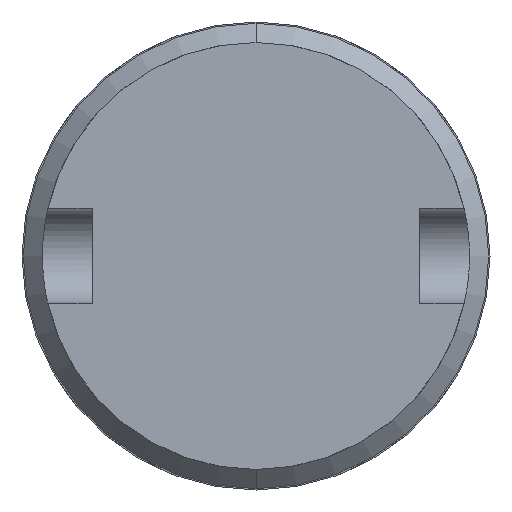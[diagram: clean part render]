
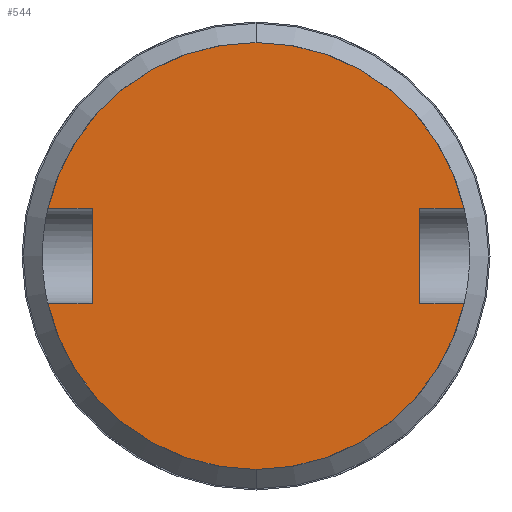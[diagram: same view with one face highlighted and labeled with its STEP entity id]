
A CAD part, front view. The second image highlights one B-rep face of the part: STEP entity #544.
In plain terms, the highlighted planar face has unit normal (0, -1, 0).
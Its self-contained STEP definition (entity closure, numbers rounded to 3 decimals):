
#5 = VERTEX_POINT ( 'NONE', #591 ) ;
#7 = FACE_OUTER_BOUND ( 'NONE', #804, .T. ) ;
#16 = AXIS2_PLACEMENT_3D ( 'NONE', #118, #307, #321 ) ;
#21 = CARTESIAN_POINT ( 'NONE',  ( -6.831, -25., -1.984 ) ) ;
#27 = EDGE_CURVE ( 'NONE', #138, #772, #305, .T. ) ;
#33 = ORIENTED_EDGE ( 'NONE', *, *, #175, .T. ) ;
#43 = CIRCLE ( 'NONE', #639, 8.895 ) ;
#55 = CARTESIAN_POINT ( 'NONE',  ( 6.831, -25., -1.984 ) ) ;
#58 = VECTOR ( 'NONE', #871, 1000. ) ;
#83 = DIRECTION ( 'NONE',  ( 0., 1., 0. ) ) ;
#98 = DIRECTION ( 'NONE',  ( 0., 0., 1. ) ) ;
#99 = VERTEX_POINT ( 'NONE', #252 ) ;
#118 = CARTESIAN_POINT ( 'NONE',  ( 0., -25., 0. ) ) ;
#131 = CIRCLE ( 'NONE', #501, 8.895 ) ;
#138 = VERTEX_POINT ( 'NONE', #55 ) ;
#154 = VERTEX_POINT ( 'NONE', #185 ) ;
#158 = DIRECTION ( 'NONE',  ( 0., 0., 1. ) ) ;
#168 = DIRECTION ( 'NONE',  ( 0., 0., 1. ) ) ;
#170 = CARTESIAN_POINT ( 'NONE',  ( -6.831, -25., 1.984 ) ) ;
#173 = CARTESIAN_POINT ( 'NONE',  ( 6.831, -25., 1.984 ) ) ;
#175 = EDGE_CURVE ( 'NONE', #772, #604, #455, .T. ) ;
#179 = CARTESIAN_POINT ( 'NONE',  ( 0., -25., 0. ) ) ;
#185 = CARTESIAN_POINT ( 'NONE',  ( 0., -25., 8.895 ) ) ;
#229 = DIRECTION ( 'NONE',  ( 0., 0., 1. ) ) ;
#252 = CARTESIAN_POINT ( 'NONE',  ( 8.671, -25., -1.984 ) ) ;
#268 = EDGE_CURVE ( 'NONE', #346, #621, #785, .T. ) ;
#278 = CARTESIAN_POINT ( 'NONE',  ( 0., -25., 0. ) ) ;
#283 = PLANE ( 'NONE',  #867 ) ;
#286 = CARTESIAN_POINT ( 'NONE',  ( 0., -25., 0. ) ) ;
#287 = DIRECTION ( 'NONE',  ( -1., 0., 0. ) ) ;
#299 = EDGE_CURVE ( 'NONE', #417, #346, #433, .T. ) ;
#301 = ORIENTED_EDGE ( 'NONE', *, *, #835, .F. ) ;
#303 = DIRECTION ( 'NONE',  ( 0., 1., 0. ) ) ;
#305 = LINE ( 'NONE', #859, #364 ) ;
#307 = DIRECTION ( 'NONE',  ( 0., 1., 0. ) ) ;
#321 = DIRECTION ( 'NONE',  ( 0., 0., 1. ) ) ;
#336 = CARTESIAN_POINT ( 'NONE',  ( 8.671, -25., 1.984 ) ) ;
#340 = ORIENTED_EDGE ( 'NONE', *, *, #435, .F. ) ;
#346 = VERTEX_POINT ( 'NONE', #372 ) ;
#348 = DIRECTION ( 'NONE',  ( 0., 0., 1. ) ) ;
#351 = DIRECTION ( 'NONE',  ( 0., 1., 0. ) ) ;
#352 = VECTOR ( 'NONE', #458, 1000. ) ;
#364 = VECTOR ( 'NONE', #581, 1000. ) ;
#372 = CARTESIAN_POINT ( 'NONE',  ( -6.831, -25., 1.984 ) ) ;
#376 = CIRCLE ( 'NONE', #759, 8.895 ) ;
#417 = VERTEX_POINT ( 'NONE', #21 ) ;
#430 = DIRECTION ( 'NONE',  ( 0., 1., 0. ) ) ;
#433 = LINE ( 'NONE', #170, #502 ) ;
#434 = ORIENTED_EDGE ( 'NONE', *, *, #268, .F. ) ;
#435 = EDGE_CURVE ( 'NONE', #5, #488, #43, .T. ) ;
#448 = CARTESIAN_POINT ( 'NONE',  ( 6.831, -25., 1.984 ) ) ;
#455 = LINE ( 'NONE', #173, #58 ) ;
#458 = DIRECTION ( 'NONE',  ( 1., 0., 0. ) ) ;
#471 = VECTOR ( 'NONE', #837, 1000. ) ;
#488 = VERTEX_POINT ( 'NONE', #535 ) ;
#492 = ORIENTED_EDGE ( 'NONE', *, *, #559, .T. ) ;
#498 = CARTESIAN_POINT ( 'NONE',  ( -8.671, -25., 1.984 ) ) ;
#501 = AXIS2_PLACEMENT_3D ( 'NONE', #179, #303, #98 ) ;
#502 = VECTOR ( 'NONE', #229, 1000. ) ;
#508 = ORIENTED_EDGE ( 'NONE', *, *, #869, .F. ) ;
#535 = CARTESIAN_POINT ( 'NONE',  ( -8.671, -25., -1.984 ) ) ;
#538 = ORIENTED_EDGE ( 'NONE', *, *, #27, .T. ) ;
#544 = ADVANCED_FACE ( 'NONE', ( #7 ), #283, .F. ) ;
#559 = EDGE_CURVE ( 'NONE', #99, #138, #818, .T. ) ;
#572 = CARTESIAN_POINT ( 'NONE',  ( 0., -25., 0. ) ) ;
#581 = DIRECTION ( 'NONE',  ( 0., 0., 1. ) ) ;
#591 = CARTESIAN_POINT ( 'NONE',  ( 0., -25., -8.895 ) ) ;
#604 = VERTEX_POINT ( 'NONE', #336 ) ;
#621 = VERTEX_POINT ( 'NONE', #498 ) ;
#627 = ORIENTED_EDGE ( 'NONE', *, *, #632, .F. ) ;
#632 = EDGE_CURVE ( 'NONE', #621, #154, #376, .T. ) ;
#639 = AXIS2_PLACEMENT_3D ( 'NONE', #572, #430, #168 ) ;
#670 = CIRCLE ( 'NONE', #16, 8.895 ) ;
#671 = VECTOR ( 'NONE', #287, 1000. ) ;
#678 = ORIENTED_EDGE ( 'NONE', *, *, #299, .F. ) ;
#731 = CARTESIAN_POINT ( 'NONE',  ( -6.831, -25., -1.984 ) ) ;
#759 = AXIS2_PLACEMENT_3D ( 'NONE', #286, #351, #158 ) ;
#772 = VERTEX_POINT ( 'NONE', #448 ) ;
#778 = EDGE_CURVE ( 'NONE', #488, #417, #802, .T. ) ;
#785 = LINE ( 'NONE', #839, #471 ) ;
#802 = LINE ( 'NONE', #731, #352 ) ;
#804 = EDGE_LOOP ( 'NONE', ( #492, #538, #33, #301, #627, #434, #678, #843, #340, #508 ) ) ;
#818 = LINE ( 'NONE', #823, #671 ) ;
#823 = CARTESIAN_POINT ( 'NONE',  ( 6.831, -25., -1.984 ) ) ;
#835 = EDGE_CURVE ( 'NONE', #154, #604, #670, .T. ) ;
#837 = DIRECTION ( 'NONE',  ( -1., 0., 0. ) ) ;
#839 = CARTESIAN_POINT ( 'NONE',  ( -6.831, -25., 1.984 ) ) ;
#843 = ORIENTED_EDGE ( 'NONE', *, *, #778, .F. ) ;
#859 = CARTESIAN_POINT ( 'NONE',  ( 6.831, -25., 1.984 ) ) ;
#867 = AXIS2_PLACEMENT_3D ( 'NONE', #278, #83, #348 ) ;
#869 = EDGE_CURVE ( 'NONE', #99, #5, #131, .T. ) ;
#871 = DIRECTION ( 'NONE',  ( 1., 0., 0. ) ) ;
